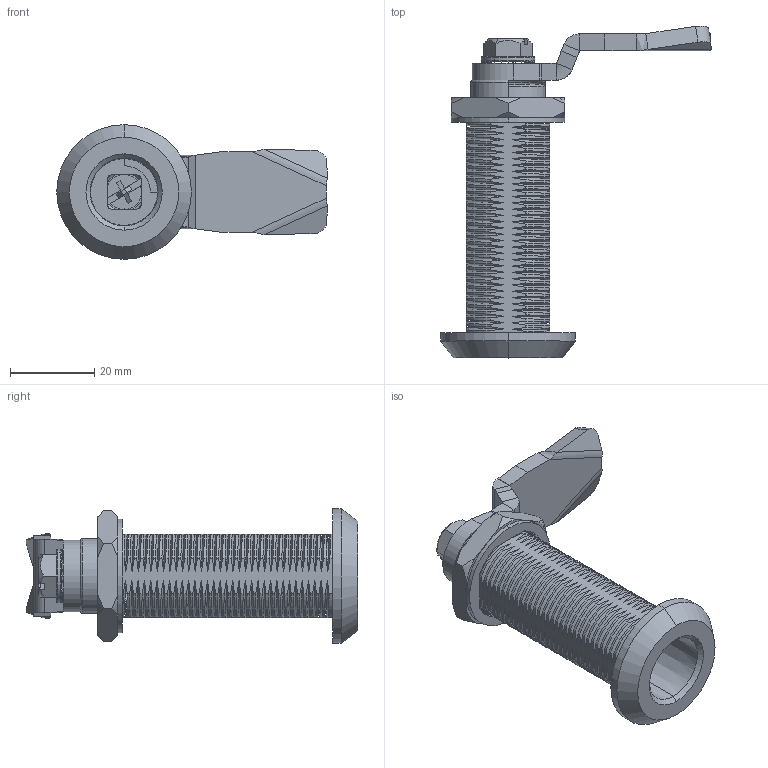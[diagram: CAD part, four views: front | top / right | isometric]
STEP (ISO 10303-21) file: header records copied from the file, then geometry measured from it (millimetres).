
FILE_DESCRIPTION (( 'STEP AP203' ), '1' );
FILE_NAME ('KY60.79.1.2.64.0.STEP', '2022-03-16T04:52:29', ( '' ), ( '' ), 'SwSTEP 2.0', 'SolidWorks 2021', '' );
FILE_SCHEMA (( 'CONFIG_CONTROL_DESIGN' ));
Products named in the file (1): KY60.79.1.2.64.0
Bounding box: 64.28 x 78.87 x 32 mm (x, y, z)
Surface area: 12848.7 mm2 (no closed solid volume)
Topology: 0 solids, 27 shells, 602 faces, 1862 edges, 1265 vertices
Faces by surface type: bspline 272, cylinder 174, plane 115, cone 34, torus 7
Entity records: 363655 total; most frequent: CARTESIAN_POINT 350787, ORIENTED_EDGE 3450, EDGE_CURVE 1862, DIRECTION 1509, VERTEX_POINT 1265, B_SPLINE_CURVE_WITH_KNOTS 697, LINE 629, VECTOR 629
